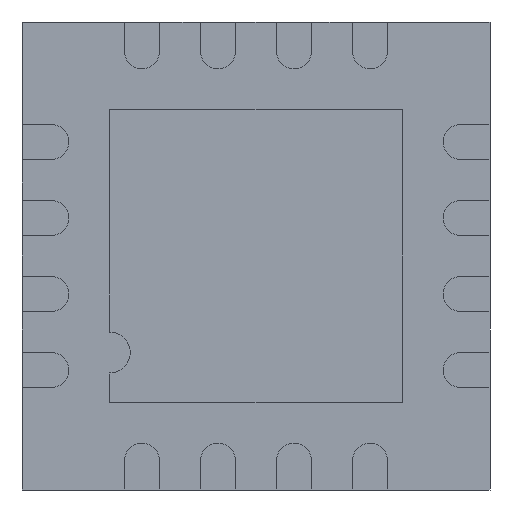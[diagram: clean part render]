
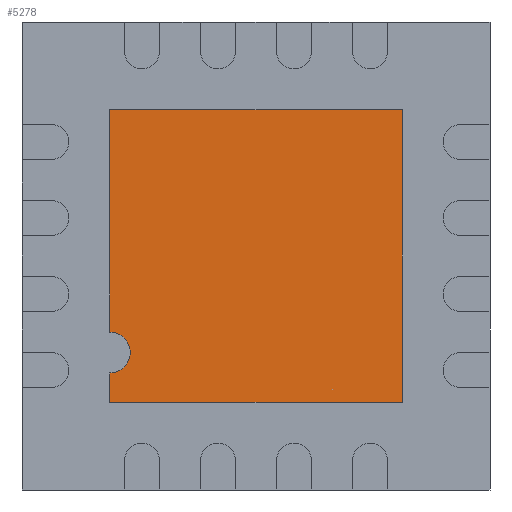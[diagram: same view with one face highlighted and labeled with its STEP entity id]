
A CAD part, front view. The second image highlights one B-rep face of the part: STEP entity #5278.
In plain terms, the highlighted planar face has unit normal (0, -1, 0).
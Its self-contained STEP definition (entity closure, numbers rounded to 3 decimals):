
#261 = EDGE_CURVE ( 'NONE', #748, #5731, #5459, .T. ) ;
#274 = DIRECTION ( 'NONE',  ( 0., 0., 1. ) ) ;
#336 = PLANE ( 'NONE',  #5839 ) ;
#350 = VERTEX_POINT ( 'NONE', #2322 ) ;
#433 = FACE_OUTER_BOUND ( 'NONE', #3702, .T. ) ;
#583 = EDGE_CURVE ( 'NONE', #4629, #5157, #5039, .T. ) ;
#702 = DIRECTION ( 'NONE',  ( -1., 0., 0. ) ) ;
#715 = CARTESIAN_POINT ( 'NONE',  ( 1.25, 0., -1.25 ) ) ;
#748 = VERTEX_POINT ( 'NONE', #1830 ) ;
#774 = CARTESIAN_POINT ( 'NONE',  ( -1.25, 0., -1.25 ) ) ;
#856 = EDGE_CURVE ( 'NONE', #350, #748, #3613, .T. ) ;
#911 = DIRECTION ( 'NONE',  ( 0., 0., -1. ) ) ;
#1208 = DIRECTION ( 'NONE',  ( 0., 0., -1. ) ) ;
#1585 = ORIENTED_EDGE ( 'NONE', *, *, #3262, .T. ) ;
#1830 = CARTESIAN_POINT ( 'NONE',  ( -1.25, 0., -0.65 ) ) ;
#2052 = CARTESIAN_POINT ( 'NONE',  ( 1.25, 0., -1.25 ) ) ;
#2070 = DIRECTION ( 'NONE',  ( 1., 0., 0. ) ) ;
#2112 = EDGE_CURVE ( 'NONE', #5731, #4629, #2353, .T. ) ;
#2147 = CARTESIAN_POINT ( 'NONE',  ( -1.25, 0., -0.825 ) ) ;
#2182 = AXIS2_PLACEMENT_3D ( 'NONE', #5493, #2763, #3216 ) ;
#2322 = CARTESIAN_POINT ( 'NONE',  ( -1.25, 0., 1.25 ) ) ;
#2353 = LINE ( 'NONE', #4229, #4134 ) ;
#2763 = DIRECTION ( 'NONE',  ( 0., 1., 0. ) ) ;
#3216 = DIRECTION ( 'NONE',  ( 0., 0., -1. ) ) ;
#3262 = EDGE_CURVE ( 'NONE', #5157, #3911, #3683, .T. ) ;
#3505 = DIRECTION ( 'NONE',  ( 0., -1., 0. ) ) ;
#3613 = LINE ( 'NONE', #5072, #4531 ) ;
#3683 = LINE ( 'NONE', #5723, #4740 ) ;
#3702 = EDGE_LOOP ( 'NONE', ( #3999, #5227, #4880, #4103, #1585, #4850 ) ) ;
#3790 = VECTOR ( 'NONE', #702, 1000. ) ;
#3822 = VECTOR ( 'NONE', #2070, 1000. ) ;
#3911 = VERTEX_POINT ( 'NONE', #4354 ) ;
#3999 = ORIENTED_EDGE ( 'NONE', *, *, #856, .T. ) ;
#4103 = ORIENTED_EDGE ( 'NONE', *, *, #583, .T. ) ;
#4134 = VECTOR ( 'NONE', #4741, 1000. ) ;
#4229 = CARTESIAN_POINT ( 'NONE',  ( -1.25, 0., -1.25 ) ) ;
#4245 = EDGE_CURVE ( 'NONE', #3911, #350, #5012, .T. ) ;
#4354 = CARTESIAN_POINT ( 'NONE',  ( 1.25, 0., 1.25 ) ) ;
#4531 = VECTOR ( 'NONE', #911, 1000. ) ;
#4629 = VERTEX_POINT ( 'NONE', #774 ) ;
#4740 = VECTOR ( 'NONE', #274, 1000. ) ;
#4741 = DIRECTION ( 'NONE',  ( 0., 0., -1. ) ) ;
#4850 = ORIENTED_EDGE ( 'NONE', *, *, #4245, .T. ) ;
#4880 = ORIENTED_EDGE ( 'NONE', *, *, #2112, .T. ) ;
#5012 = LINE ( 'NONE', #5647, #3790 ) ;
#5039 = LINE ( 'NONE', #715, #3822 ) ;
#5072 = CARTESIAN_POINT ( 'NONE',  ( -1.25, 0., -0.65 ) ) ;
#5157 = VERTEX_POINT ( 'NONE', #2052 ) ;
#5227 = ORIENTED_EDGE ( 'NONE', *, *, #261, .T. ) ;
#5271 = CARTESIAN_POINT ( 'NONE',  ( -1.25, 0., -1. ) ) ;
#5278 = ADVANCED_FACE ( 'NONE', ( #433 ), #336, .T. ) ;
#5459 = CIRCLE ( 'NONE', #2182, 0.175 ) ;
#5493 = CARTESIAN_POINT ( 'NONE',  ( -1.25, 0., -0.825 ) ) ;
#5647 = CARTESIAN_POINT ( 'NONE',  ( 1.25, 0., 1.25 ) ) ;
#5723 = CARTESIAN_POINT ( 'NONE',  ( 1.25, 0., -1.25 ) ) ;
#5731 = VERTEX_POINT ( 'NONE', #5271 ) ;
#5839 = AXIS2_PLACEMENT_3D ( 'NONE', #2147, #3505, #1208 ) ;
